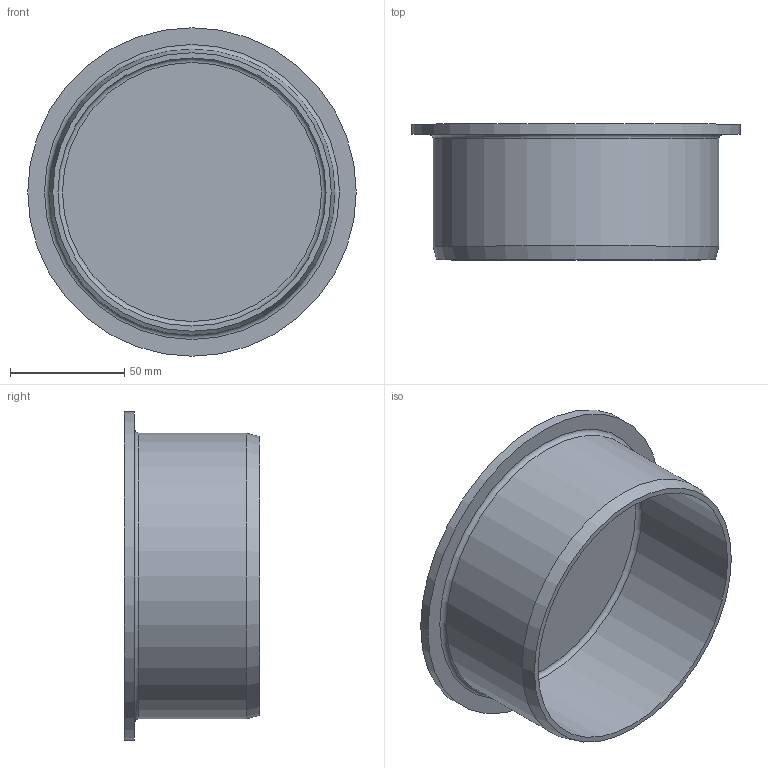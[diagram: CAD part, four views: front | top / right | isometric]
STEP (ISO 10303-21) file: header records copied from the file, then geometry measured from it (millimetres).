
FILE_DESCRIPTION(/* description */ (''),/* implementation_level */ '2;1');
FILE_NAME(/* name */ '777420 KG2000M Muffenstopfen DN_OD 125.stp',/* time_stamp */ '2017-01-30T10:52:40+01:00',/* author */ ('user1'),/* organization */ (''),/* preprocessor_version */ 'ST-DEVELOPER v16.1',/* originating_system */ 'Autodesk Inventor 2016',/* authorisation */ '');
FILE_SCHEMA (('AUTOMOTIVE_DESIGN { 1 0 10303 214 3 1 1 }'));
Length unit declared in the file: millimetre
Products named in the file (1): 777420 KG2000M Muffenstopfen DN_OD 125
Bounding box: 144 x 59.5 x 144 mm (x, y, z)
Volume: 153867.5 mm3; surface area: 75333 mm2
Topology: 1 solids, 1 shells, 10 faces, 15 edges, 9 vertices
Faces by surface type: plane 4, cylinder 3, torus 2, cone 1
Full cylindrical faces by diameter (mm): 117.5 x1, 125.3 x1, 144 x1
Entity records: 218 total; most frequent: DIRECTION 40, CARTESIAN_POINT 29, AXIS2_PLACEMENT_3D 20, EDGE_LOOP 18, ORIENTED_EDGE 18, FACE_OUTER_BOUND 10, ADVANCED_FACE 10, CIRCLE 9
